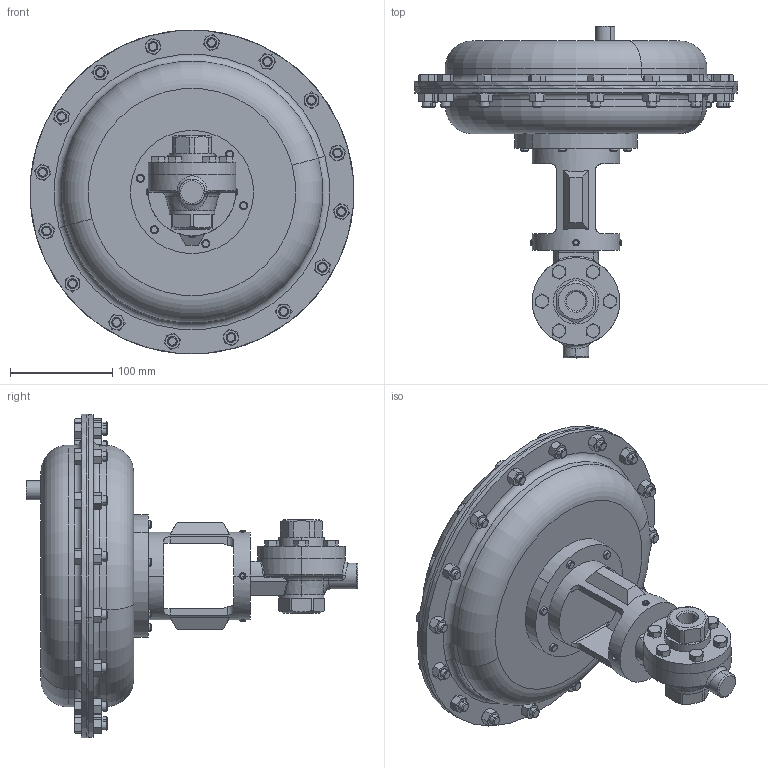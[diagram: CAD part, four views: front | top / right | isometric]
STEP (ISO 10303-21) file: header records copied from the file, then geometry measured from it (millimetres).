
FILE_DESCRIPTION (( 'STEP AP203' ), '1' );
FILE_NAME ('70-050-CS+S6-PT-55M.STEP', '2017-08-22T14:54:19', ( '' ), ( '' ), 'SwSTEP 2.0', 'SolidWorks 2014', '' );
FILE_SCHEMA (( 'CONFIG_CONTROL_DESIGN' ));
Length unit declared in the file: inch
Products named in the file (1): 70-050-CS+S6-PT-55M
Bounding box: 317.5 x 325.25 x 317.5 mm (x, y, z)
Volume: 5567597.8 mm3; surface area: 294780.9 mm2
Topology: 1 solids, 1 shells, 907 faces, 2069 edges, 1238 vertices
Faces by surface type: cone 389, plane 374, cylinder 108, torus 18, bspline 16, sphere 2
Entity records: 29226 total; most frequent: CARTESIAN_POINT 10002, ORIENTED_EDGE 4134, DIRECTION 3712, EDGE_CURVE 2067, AXIS2_PLACEMENT_3D 1522, VERTEX_POINT 1238, EDGE_LOOP 985, FACE_OUTER_BOUND 907
